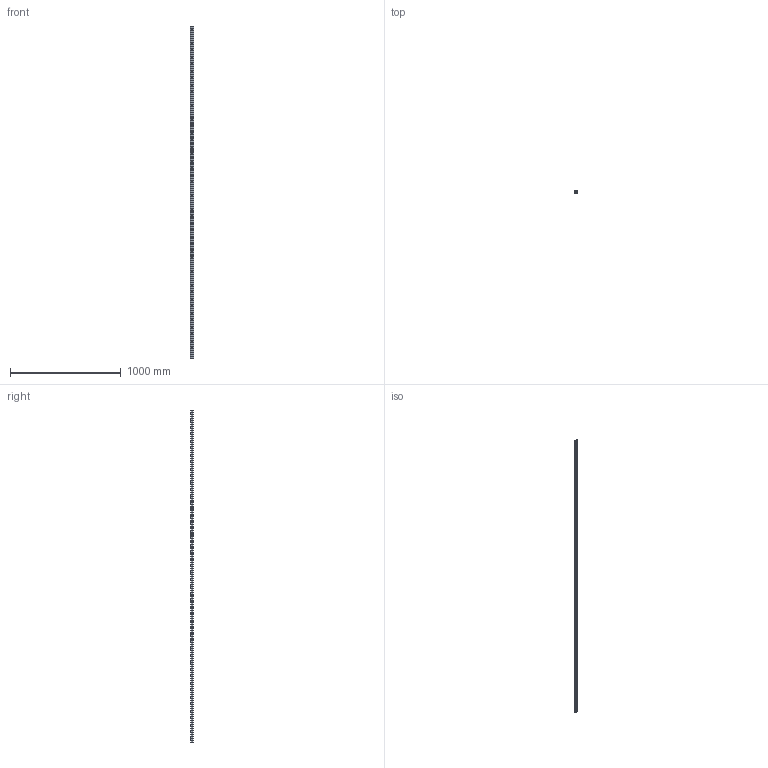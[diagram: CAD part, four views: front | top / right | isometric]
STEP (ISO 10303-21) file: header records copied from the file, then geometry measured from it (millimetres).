
FILE_DESCRIPTION (( 'STEP AP214' ), '1' );
FILE_NAME ('ELFS32E.STEP', '2020-02-17T07:56:50', ( '' ), ( '' ), 'SwSTEP 2.0', 'SolidWorks 2018', '' );
FILE_SCHEMA (( 'AUTOMOTIVE_DESIGN' ));
Length unit declared in the file: millimetre
Products named in the file (1): ELFS32E
Bounding box: 31.99 x 20 x 3000 mm (x, y, z)
Volume: 1397977.6 mm3; surface area: 469229.4 mm2
Topology: 3 solids, 3 shells, 291 faces, 711 edges, 474 vertices
Faces by surface type: cylinder 217, plane 74
Entity records: 12244 total; most frequent: DIRECTION 1729, CARTESIAN_POINT 1477, ORIENTED_EDGE 1422, AXIS2_PLACEMENT_3D 726, EDGE_CURVE 711, VERTEX_POINT 474, EDGE_LOOP 435, CIRCLE 434
